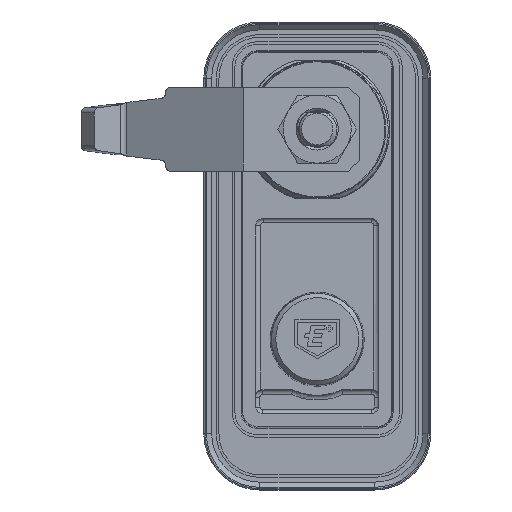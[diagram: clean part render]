
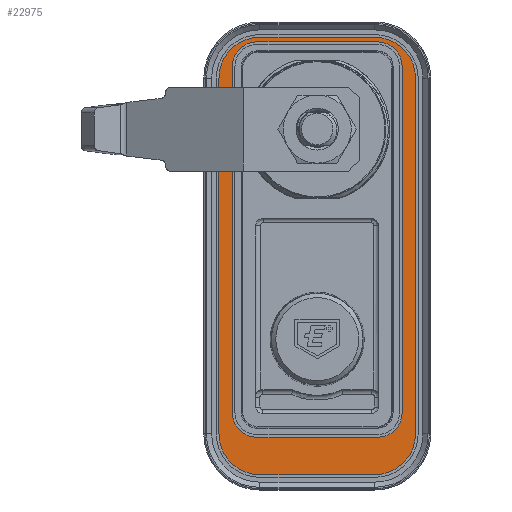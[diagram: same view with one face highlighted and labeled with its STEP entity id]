
A CAD part, top view. The second image highlights one B-rep face of the part: STEP entity #22975.
In plain terms, the highlighted planar face has unit normal (0, 0, 1).
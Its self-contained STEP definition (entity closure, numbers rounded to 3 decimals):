
#2264=FACE_BOUND('',#5166,.T.);
#2906=CIRCLE('',#24569,7.8);
#2907=CIRCLE('',#24570,7.8);
#2908=CIRCLE('',#24571,7.8);
#2909=CIRCLE('',#24572,7.8);
#2910=CIRCLE('',#24573,4.7);
#2911=CIRCLE('',#24574,4.7);
#2912=CIRCLE('',#24575,4.7);
#2913=CIRCLE('',#24576,4.7);
#3747=FACE_OUTER_BOUND('',#5165,.T.);
#5165=EDGE_LOOP('',(#16066,#16067,#16068,#16069,#16070,#16071,#16072,#16073));
#5166=EDGE_LOOP('',(#16074,#16075,#16076,#16077,#16078,#16079,#16080,#16081));
#6654=LINE('',#35408,#7956);
#6655=LINE('',#35412,#7957);
#6656=LINE('',#35416,#7958);
#6657=LINE('',#35419,#7959);
#6658=LINE('',#35422,#7960);
#6659=LINE('',#35426,#7961);
#6660=LINE('',#35430,#7962);
#6661=LINE('',#35434,#7963);
#7956=VECTOR('',#27056,1.);
#7957=VECTOR('',#27059,1.);
#7958=VECTOR('',#27062,1.);
#7959=VECTOR('',#27065,1.);
#7960=VECTOR('',#27066,1.);
#7961=VECTOR('',#27069,1.);
#7962=VECTOR('',#27072,1.);
#7963=VECTOR('',#27075,1.);
#9395=VERTEX_POINT('',#35404);
#9396=VERTEX_POINT('',#35405);
#9397=VERTEX_POINT('',#35407);
#9398=VERTEX_POINT('',#35409);
#9399=VERTEX_POINT('',#35411);
#9400=VERTEX_POINT('',#35413);
#9401=VERTEX_POINT('',#35415);
#9402=VERTEX_POINT('',#35417);
#9403=VERTEX_POINT('',#35420);
#9404=VERTEX_POINT('',#35421);
#9405=VERTEX_POINT('',#35423);
#9406=VERTEX_POINT('',#35425);
#9407=VERTEX_POINT('',#35427);
#9408=VERTEX_POINT('',#35429);
#9409=VERTEX_POINT('',#35431);
#9410=VERTEX_POINT('',#35433);
#11921=EDGE_CURVE('',#9395,#9396,#2906,.T.);
#11922=EDGE_CURVE('',#9396,#9397,#6654,.T.);
#11923=EDGE_CURVE('',#9397,#9398,#2907,.T.);
#11924=EDGE_CURVE('',#9398,#9399,#6655,.T.);
#11925=EDGE_CURVE('',#9399,#9400,#2908,.T.);
#11926=EDGE_CURVE('',#9400,#9401,#6656,.T.);
#11927=EDGE_CURVE('',#9401,#9402,#2909,.T.);
#11928=EDGE_CURVE('',#9402,#9395,#6657,.T.);
#11929=EDGE_CURVE('',#9403,#9404,#6658,.T.);
#11930=EDGE_CURVE('',#9404,#9405,#2910,.T.);
#11931=EDGE_CURVE('',#9405,#9406,#6659,.T.);
#11932=EDGE_CURVE('',#9406,#9407,#2911,.T.);
#11933=EDGE_CURVE('',#9407,#9408,#6660,.T.);
#11934=EDGE_CURVE('',#9408,#9409,#2912,.T.);
#11935=EDGE_CURVE('',#9409,#9410,#6661,.T.);
#11936=EDGE_CURVE('',#9410,#9403,#2913,.T.);
#16066=ORIENTED_EDGE('',*,*,#11921,.T.);
#16067=ORIENTED_EDGE('',*,*,#11922,.T.);
#16068=ORIENTED_EDGE('',*,*,#11923,.T.);
#16069=ORIENTED_EDGE('',*,*,#11924,.T.);
#16070=ORIENTED_EDGE('',*,*,#11925,.T.);
#16071=ORIENTED_EDGE('',*,*,#11926,.T.);
#16072=ORIENTED_EDGE('',*,*,#11927,.T.);
#16073=ORIENTED_EDGE('',*,*,#11928,.T.);
#16074=ORIENTED_EDGE('',*,*,#11929,.T.);
#16075=ORIENTED_EDGE('',*,*,#11930,.T.);
#16076=ORIENTED_EDGE('',*,*,#11931,.T.);
#16077=ORIENTED_EDGE('',*,*,#11932,.T.);
#16078=ORIENTED_EDGE('',*,*,#11933,.T.);
#16079=ORIENTED_EDGE('',*,*,#11934,.T.);
#16080=ORIENTED_EDGE('',*,*,#11935,.T.);
#16081=ORIENTED_EDGE('',*,*,#11936,.T.);
#22516=PLANE('',#24568);
#22975=ADVANCED_FACE('',(#3747,#2264),#22516,.T.);
#24568=AXIS2_PLACEMENT_3D('',#35403,#27052,#27053);
#24569=AXIS2_PLACEMENT_3D('',#35406,#27054,#27055);
#24570=AXIS2_PLACEMENT_3D('',#35410,#27057,#27058);
#24571=AXIS2_PLACEMENT_3D('',#35414,#27060,#27061);
#24572=AXIS2_PLACEMENT_3D('',#35418,#27063,#27064);
#24573=AXIS2_PLACEMENT_3D('',#35424,#27067,#27068);
#24574=AXIS2_PLACEMENT_3D('',#35428,#27070,#27071);
#24575=AXIS2_PLACEMENT_3D('',#35432,#27073,#27074);
#24576=AXIS2_PLACEMENT_3D('',#35435,#27076,#27077);
#27052=DIRECTION('center_axis',(0.,0.,1.));
#27053=DIRECTION('ref_axis',(0.,-1.,0.));
#27054=DIRECTION('center_axis',(0.,0.,1.));
#27055=DIRECTION('ref_axis',(1.,0.,0.));
#27056=DIRECTION('',(1.,0.,0.));
#27057=DIRECTION('center_axis',(0.,0.,1.));
#27058=DIRECTION('ref_axis',(1.,0.,0.));
#27059=DIRECTION('',(0.,1.,0.));
#27060=DIRECTION('center_axis',(0.,0.,1.));
#27061=DIRECTION('ref_axis',(1.,0.,0.));
#27062=DIRECTION('',(-1.,0.,0.));
#27063=DIRECTION('center_axis',(0.,0.,1.));
#27064=DIRECTION('ref_axis',(1.,0.,0.));
#27065=DIRECTION('',(0.,-1.,0.));
#27066=DIRECTION('',(0.,1.,0.));
#27067=DIRECTION('center_axis',(0.,0.,-1.));
#27068=DIRECTION('ref_axis',(0.,1.,0.));
#27069=DIRECTION('',(1.,0.,0.));
#27070=DIRECTION('center_axis',(0.,0.,-1.));
#27071=DIRECTION('ref_axis',(1.,0.,0.));
#27072=DIRECTION('',(0.,-1.,0.));
#27073=DIRECTION('center_axis',(0.,0.,-1.));
#27074=DIRECTION('ref_axis',(0.,-1.,0.));
#27075=DIRECTION('',(-1.,0.,0.));
#27076=DIRECTION('center_axis',(0.,0.,-1.));
#27077=DIRECTION('ref_axis',(-1.,0.,0.));
#35403=CARTESIAN_POINT('Origin',(0.,-2.67,12.5));
#35404=CARTESIAN_POINT('',(-18.739,-36.596,12.5));
#35405=CARTESIAN_POINT('',(-10.939,-44.396,12.5));
#35406=CARTESIAN_POINT('Origin',(-10.939,-36.596,12.5));
#35407=CARTESIAN_POINT('',(10.939,-44.396,12.5));
#35408=CARTESIAN_POINT('',(-10.939,-44.396,12.5));
#35409=CARTESIAN_POINT('',(18.739,-36.596,12.5));
#35410=CARTESIAN_POINT('Origin',(10.939,-36.596,12.5));
#35411=CARTESIAN_POINT('',(18.739,31.256,12.5));
#35412=CARTESIAN_POINT('',(18.739,-36.596,12.5));
#35413=CARTESIAN_POINT('',(10.939,39.056,12.5));
#35414=CARTESIAN_POINT('Origin',(10.939,31.256,12.5));
#35415=CARTESIAN_POINT('',(-10.939,39.056,12.5));
#35416=CARTESIAN_POINT('',(10.939,39.056,12.5));
#35417=CARTESIAN_POINT('',(-18.739,31.256,12.5));
#35418=CARTESIAN_POINT('Origin',(-10.939,31.256,12.5));
#35419=CARTESIAN_POINT('',(-18.739,31.256,12.5));
#35420=CARTESIAN_POINT('',(-16.2,-32.544,12.5));
#35421=CARTESIAN_POINT('',(-16.2,33.456,12.5));
#35422=CARTESIAN_POINT('',(-16.2,-32.544,12.5));
#35423=CARTESIAN_POINT('',(-11.5,38.156,12.5));
#35424=CARTESIAN_POINT('Origin',(-11.5,33.456,12.5));
#35425=CARTESIAN_POINT('',(11.5,38.156,12.5));
#35426=CARTESIAN_POINT('',(-11.5,38.156,12.5));
#35427=CARTESIAN_POINT('',(16.2,33.456,12.5));
#35428=CARTESIAN_POINT('Origin',(11.5,33.456,12.5));
#35429=CARTESIAN_POINT('',(16.2,-32.544,12.5));
#35430=CARTESIAN_POINT('',(16.2,33.456,12.5));
#35431=CARTESIAN_POINT('',(11.5,-37.244,12.5));
#35432=CARTESIAN_POINT('Origin',(11.5,-32.544,12.5));
#35433=CARTESIAN_POINT('',(-11.5,-37.244,12.5));
#35434=CARTESIAN_POINT('',(11.5,-37.244,12.5));
#35435=CARTESIAN_POINT('Origin',(-11.5,-32.544,12.5));
